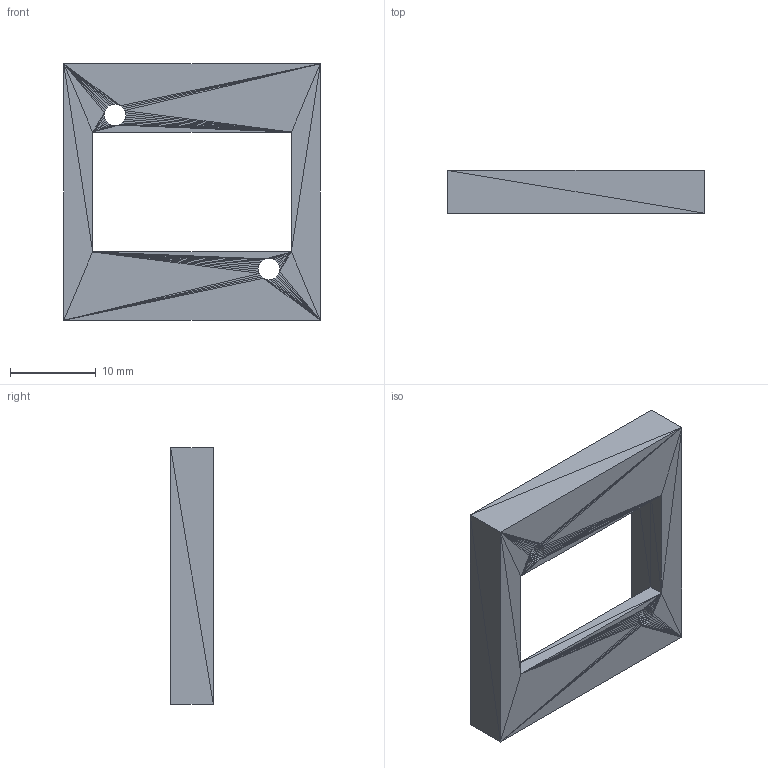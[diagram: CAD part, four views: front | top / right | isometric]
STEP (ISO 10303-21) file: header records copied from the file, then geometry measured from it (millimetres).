
FILE_DESCRIPTION(('FreeCAD Model'),'2;1');
FILE_NAME('Heatsink Mount.step','2022-09-04T19:26:24',('Author') ,(''),'Open CASCADE STEP processor 7.3','FreeCAD','Unknown');
FILE_SCHEMA(('AUTOMOTIVE_DESIGN { 1 0 10303 214 1 1 1 1 }'));
Length unit declared in the file: millimetre
Products named in the file (1): Heatsink_Mount_R001
Bounding box: 30 x 5 x 30 mm (x, y, z)
Surface area: 2190 mm2 (no closed solid volume)
Topology: 0 solids, 1 shells, 296 faces, 444 edges, 144 vertices
Faces by surface type: plane 296
Entity records: 5793 total; most frequent: DIRECTION 1038, ORIENTED_EDGE 888, CARTESIAN_POINT 885, EDGE_CURVE 444, LINE 444, VECTOR 444, AXIS2_PLACEMENT_3D 297, ADVANCED_FACE 296
